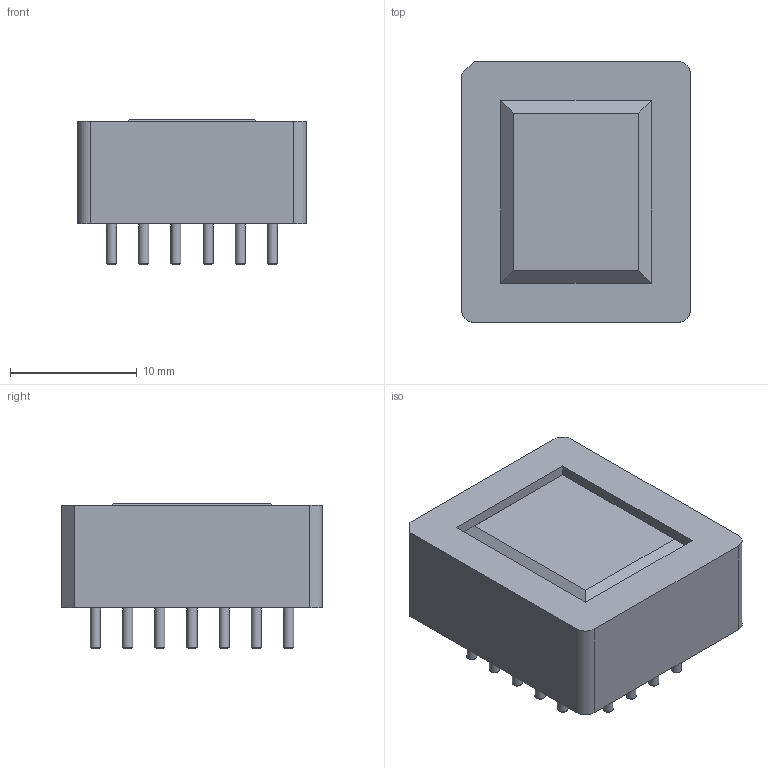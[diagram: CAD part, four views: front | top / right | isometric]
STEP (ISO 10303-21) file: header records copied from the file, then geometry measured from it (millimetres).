
FILE_DESCRIPTION(('FreeCAD Model'),'2;1');
FILE_NAME( 'PLCC32.step', '2020-10-06T23:07:56',('Author'),(''), 'Open CASCADE STEP processor 7.3','FreeCAD','Unknown');
FILE_SCHEMA(('AUTOMOTIVE_DESIGN { 1 0 10303 214 1 1 1 1 }'));
Length unit declared in the file: millimetre
Products named in the file (34): Cut; Chamfer002; Solid001; Solid003; Solid002; Solid009; Solid014; Solid015; Solid005; Solid008; Solid010; Solid020; Solid013; Solid019; Solid004; Solid011; Solid007; Solid012; Solid036; Solid026; Solid027; Solid029; Solid030; Solid022; Solid021; Solid028; Solid031; Solid032; Solid033; Solid037; Solid034; Solid040; Solid038; Solid039
Bounding box: 18.05 x 20.6 x 11.45 mm (x, y, z)
Volume: 3054.4 mm3; surface area: 2703.8 mm2
Topology: 34 solids, 34 shells, 153 faces, 216 edges, 132 vertices
Faces by surface type: plane 86, cylinder 35, cone 32
Full cylindrical faces by diameter (mm): 0.8 x32
Entity records: 3861 total; most frequent: DIRECTION 626, CARTESIAN_POINT 502, ORIENTED_EDGE 432, AXIS2_PLACEMENT_3D 256, EDGE_CURVE 216, FACE_BOUND 154, EDGE_LOOP 154, ADVANCED_FACE 153
